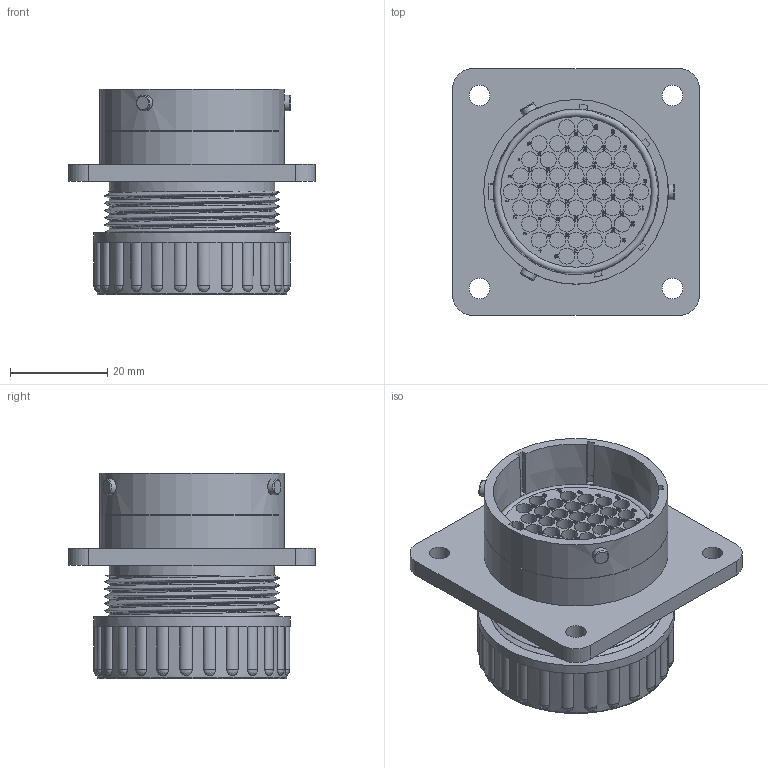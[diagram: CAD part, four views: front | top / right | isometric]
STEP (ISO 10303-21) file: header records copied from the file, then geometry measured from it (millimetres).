
FILE_DESCRIPTION(/* description */ (''),/* implementation_level */ '2;1');
FILE_NAME(/* name */ '22222.stp',/* time_stamp */ '2024-01-30T17:22:21+08:00',/* author */ (''),/* organization */ (''),/* preprocessor_version */ 'ST-DEVELOPER v18.1',/* originating_system */ 'SIEMENS PLM Software NX 1980',/* authorisation */ '');
FILE_SCHEMA (('AUTOMOTIVE_DESIGN { 1 0 10303 214 3 1 1 1 }'));
Products named in the file (1): 22222
Bounding box: 50.8 x 50.8 x 42.2 mm (x, y, z)
Volume: 41104.1 mm3; surface area: 15601.1 mm2
Topology: 1 solids, 1 shells, 3485 faces, 9787 edges, 6486 vertices
Faces by surface type: plane 3229, cylinder 148, torus 54, bspline 27, extrusion 25, cone 2
Full cylindrical faces by diameter (mm): 1.3 x48, 3.2 x3, 3.3 x48, 4.2 x4, 28.8 x1, 31 x1, 34 x7, 38 x2, 39 x1, 40.5 x1
Entity records: 116169 total; most frequent: CARTESIAN_POINT 27633, ORIENTED_EDGE 18986, DIRECTION 16623, EDGE_CURVE 9493, VECTOR 8923, LINE 8898, VERTEX_POINT 6415, EDGE_LOOP 3896
